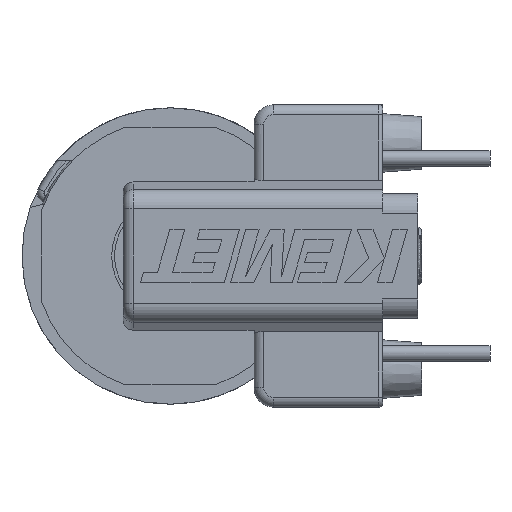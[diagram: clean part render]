
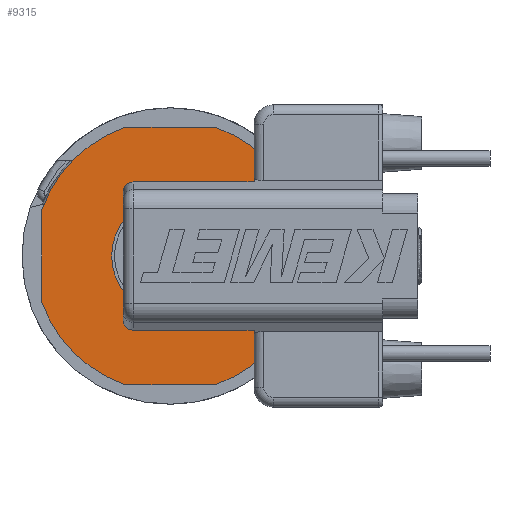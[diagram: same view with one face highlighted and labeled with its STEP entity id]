
A CAD part, left-side view. The second image highlights one B-rep face of the part: STEP entity #9315.
In plain terms, the highlighted planar face has unit normal (-1, 0, 0).
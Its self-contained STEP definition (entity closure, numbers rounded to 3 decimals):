
#259 = EDGE_CURVE ( 'NONE', #6322, #25292, #28358, .T. ) ;
#672 = CARTESIAN_POINT ( 'NONE',  ( -7.8, 0., 3. ) ) ;
#1114 = EDGE_CURVE ( 'NONE', #8597, #14665, #20437, .T. ) ;
#1359 = AXIS2_PLACEMENT_3D ( 'NONE', #5690, #24066, #13285 ) ;
#1361 = EDGE_CURVE ( 'NONE', #25292, #9029, #5832, .T. ) ;
#2890 = LINE ( 'NONE', #8742, #12457 ) ;
#3031 = CARTESIAN_POINT ( 'NONE',  ( -7.8, 3., 0. ) ) ;
#3076 = EDGE_CURVE ( 'NONE', #16389, #10254, #4603, .T. ) ;
#4196 = LINE ( 'NONE', #4555, #10586 ) ;
#4284 = DIRECTION ( 'NONE',  ( -1., 0., 0. ) ) ;
#4555 = CARTESIAN_POINT ( 'NONE',  ( -7.8, 6.6, 0. ) ) ;
#4603 = CIRCLE ( 'NONE', #20725, 7. ) ;
#4662 = EDGE_CURVE ( 'NONE', #10254, #6322, #4196, .T. ) ;
#4837 = CARTESIAN_POINT ( 'NONE',  ( -7.8, -6.6, 2.332 ) ) ;
#5016 = LINE ( 'NONE', #10537, #26305 ) ;
#5125 = CARTESIAN_POINT ( 'NONE',  ( -7.8, -6.6, -2.332 ) ) ;
#5447 = CARTESIAN_POINT ( 'NONE',  ( -7.8, 6.6, -2.332 ) ) ;
#5690 = CARTESIAN_POINT ( 'NONE',  ( -7.8, 0., 0. ) ) ;
#5733 = EDGE_CURVE ( 'NONE', #15560, #25158, #17185, .T. ) ;
#5755 = DIRECTION ( 'NONE',  ( 0., 0., 1. ) ) ;
#5832 = LINE ( 'NONE', #11147, #29236 ) ;
#6322 = VERTEX_POINT ( 'NONE', #5447 ) ;
#6967 = CARTESIAN_POINT ( 'NONE',  ( -7.8, -2.332, -6.6 ) ) ;
#7364 = AXIS2_PLACEMENT_3D ( 'NONE', #3031, #7566, #9856 ) ;
#7566 = DIRECTION ( 'NONE',  ( 1., 0., 0. ) ) ;
#7732 = ORIENTED_EDGE ( 'NONE', *, *, #4662, .T. ) ;
#8597 = VERTEX_POINT ( 'NONE', #4837 ) ;
#8742 = CARTESIAN_POINT ( 'NONE',  ( -7.8, 3., 6.6 ) ) ;
#8796 = EDGE_LOOP ( 'NONE', ( #13490, #20908 ) ) ;
#9029 = VERTEX_POINT ( 'NONE', #6967 ) ;
#9315 = ADVANCED_FACE ( 'NONE', ( #15163, #9531 ), #19153, .F. ) ;
#9531 = FACE_OUTER_BOUND ( 'NONE', #18149, .T. ) ;
#9856 = DIRECTION ( 'NONE',  ( 0., 0., -1. ) ) ;
#10224 = DIRECTION ( 'NONE',  ( -1., 0., 0. ) ) ;
#10254 = VERTEX_POINT ( 'NONE', #15406 ) ;
#10442 = CIRCLE ( 'NONE', #13888, 3. ) ;
#10537 = CARTESIAN_POINT ( 'NONE',  ( -7.8, -6.6, 0. ) ) ;
#10586 = VECTOR ( 'NONE', #18182, 1000. ) ;
#10895 = CARTESIAN_POINT ( 'NONE',  ( -7.8, 0., 0. ) ) ;
#11147 = CARTESIAN_POINT ( 'NONE',  ( -7.8, 3., -6.6 ) ) ;
#12200 = DIRECTION ( 'NONE',  ( -1., 0., 0. ) ) ;
#12457 = VECTOR ( 'NONE', #17697, 1000. ) ;
#13285 = DIRECTION ( 'NONE',  ( 0., 0., 1. ) ) ;
#13476 = DIRECTION ( 'NONE',  ( 0., -1., 0. ) ) ;
#13490 = ORIENTED_EDGE ( 'NONE', *, *, #5733, .F. ) ;
#13888 = AXIS2_PLACEMENT_3D ( 'NONE', #10895, #29004, #15020 ) ;
#14665 = VERTEX_POINT ( 'NONE', #16428 ) ;
#14835 = ORIENTED_EDGE ( 'NONE', *, *, #18954, .T. ) ;
#15020 = DIRECTION ( 'NONE',  ( 0., 0., 1. ) ) ;
#15163 = FACE_BOUND ( 'NONE', #8796, .T. ) ;
#15406 = CARTESIAN_POINT ( 'NONE',  ( -7.8, 6.6, 2.332 ) ) ;
#15560 = VERTEX_POINT ( 'NONE', #672 ) ;
#16389 = VERTEX_POINT ( 'NONE', #17623 ) ;
#16428 = CARTESIAN_POINT ( 'NONE',  ( -7.8, -2.332, 6.6 ) ) ;
#16969 = ORIENTED_EDGE ( 'NONE', *, *, #17789, .T. ) ;
#17185 = CIRCLE ( 'NONE', #25300, 3. ) ;
#17623 = CARTESIAN_POINT ( 'NONE',  ( -7.8, 2.332, 6.6 ) ) ;
#17697 = DIRECTION ( 'NONE',  ( 0., 1., 0. ) ) ;
#17789 = EDGE_CURVE ( 'NONE', #9029, #27431, #18249, .T. ) ;
#17899 = CARTESIAN_POINT ( 'NONE',  ( -7.8, 2.332, -6.6 ) ) ;
#18149 = EDGE_LOOP ( 'NONE', ( #22915, #23975, #16969, #14835, #27548, #18596, #26656, #7732 ) ) ;
#18182 = DIRECTION ( 'NONE',  ( 0., 0., -1. ) ) ;
#18249 = CIRCLE ( 'NONE', #1359, 7. ) ;
#18596 = ORIENTED_EDGE ( 'NONE', *, *, #28136, .T. ) ;
#18911 = CARTESIAN_POINT ( 'NONE',  ( -7.8, 0., 0. ) ) ;
#18954 = EDGE_CURVE ( 'NONE', #27431, #8597, #5016, .T. ) ;
#19014 = DIRECTION ( 'NONE',  ( 0., 0., 1. ) ) ;
#19152 = AXIS2_PLACEMENT_3D ( 'NONE', #18911, #12200, #19014 ) ;
#19153 = PLANE ( 'NONE',  #7364 ) ;
#20437 = CIRCLE ( 'NONE', #20864, 7. ) ;
#20725 = AXIS2_PLACEMENT_3D ( 'NONE', #24828, #4284, #22470 ) ;
#20864 = AXIS2_PLACEMENT_3D ( 'NONE', #28159, #10224, #24032 ) ;
#20908 = ORIENTED_EDGE ( 'NONE', *, *, #27264, .F. ) ;
#21377 = DIRECTION ( 'NONE',  ( -1., 0., 0. ) ) ;
#22470 = DIRECTION ( 'NONE',  ( 0., 0., 1. ) ) ;
#22915 = ORIENTED_EDGE ( 'NONE', *, *, #259, .T. ) ;
#23975 = ORIENTED_EDGE ( 'NONE', *, *, #1361, .T. ) ;
#24032 = DIRECTION ( 'NONE',  ( 0., 0., 1. ) ) ;
#24066 = DIRECTION ( 'NONE',  ( -1., 0., 0. ) ) ;
#24228 = DIRECTION ( 'NONE',  ( 0., 0., 1. ) ) ;
#24828 = CARTESIAN_POINT ( 'NONE',  ( -7.8, 0., 0. ) ) ;
#25158 = VERTEX_POINT ( 'NONE', #25942 ) ;
#25292 = VERTEX_POINT ( 'NONE', #17899 ) ;
#25300 = AXIS2_PLACEMENT_3D ( 'NONE', #28257, #21377, #5755 ) ;
#25942 = CARTESIAN_POINT ( 'NONE',  ( -7.8, 0., -3. ) ) ;
#26305 = VECTOR ( 'NONE', #24228, 1000. ) ;
#26656 = ORIENTED_EDGE ( 'NONE', *, *, #3076, .T. ) ;
#27264 = EDGE_CURVE ( 'NONE', #25158, #15560, #10442, .T. ) ;
#27431 = VERTEX_POINT ( 'NONE', #5125 ) ;
#27548 = ORIENTED_EDGE ( 'NONE', *, *, #1114, .T. ) ;
#28136 = EDGE_CURVE ( 'NONE', #14665, #16389, #2890, .T. ) ;
#28159 = CARTESIAN_POINT ( 'NONE',  ( -7.8, 0., 0. ) ) ;
#28257 = CARTESIAN_POINT ( 'NONE',  ( -7.8, 0., 0. ) ) ;
#28358 = CIRCLE ( 'NONE', #19152, 7. ) ;
#29004 = DIRECTION ( 'NONE',  ( -1., 0., 0. ) ) ;
#29236 = VECTOR ( 'NONE', #13476, 1000. ) ;
